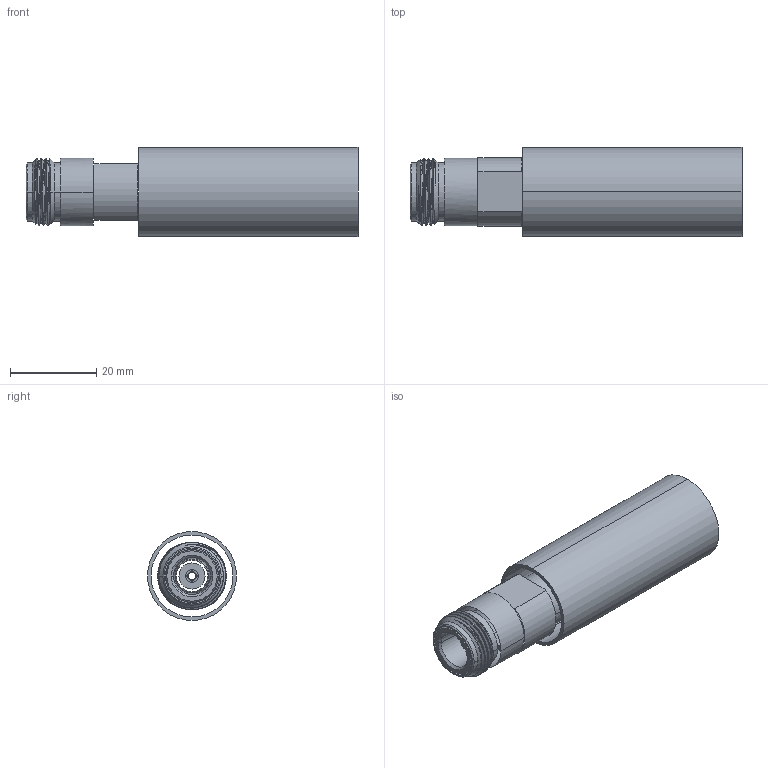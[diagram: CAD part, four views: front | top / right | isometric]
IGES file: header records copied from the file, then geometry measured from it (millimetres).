
Start section:  PTC IGES file: 082-6517.igs
Global section: file name: 082-6517.igs; native system: Pro/ENGINEER by Parametric Technology Corporation; preprocessor: 2010280; author: rajavijayans; organization: Unknown; date: 20120628.173524; units: millimetre
Bounding box: 77 x 20.65 x 20.65 mm (x, y, z)
Surface area: 10024.9 mm2 (no closed solid volume)
Topology: 0 solids, 0 shells, 75 faces, 330 edges, 330 vertices
Faces by surface type: revolution 55, bspline 20
